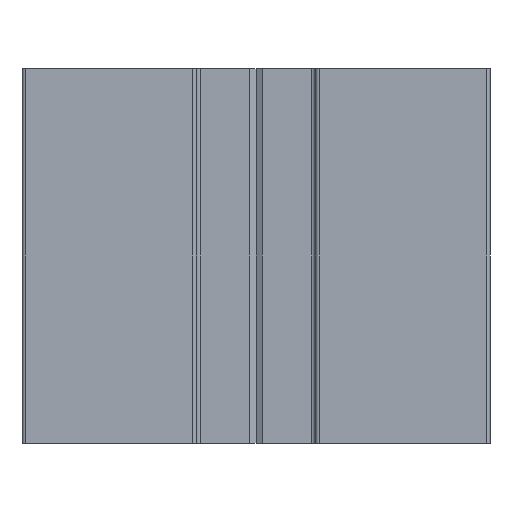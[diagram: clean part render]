
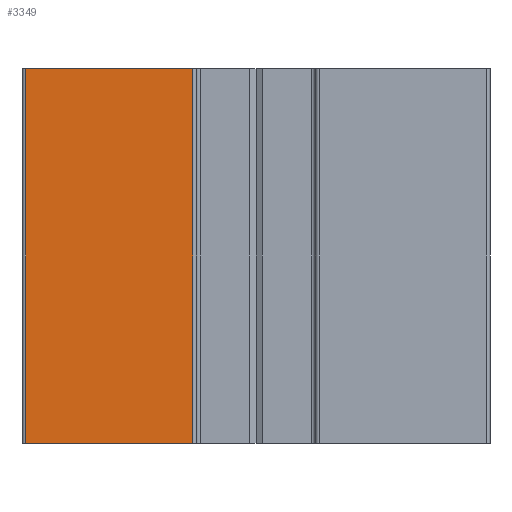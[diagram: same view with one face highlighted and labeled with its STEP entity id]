
A CAD part, left-side view. The second image highlights one B-rep face of the part: STEP entity #3349.
In plain terms, the highlighted planar face has unit normal (-1, 0, 0).
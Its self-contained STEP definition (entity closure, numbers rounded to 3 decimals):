
#59 = CARTESIAN_POINT ( 'NONE',  ( -11.711, 15.7, 30. ) ) ;
#139 = ORIENTED_EDGE ( 'NONE', *, *, #3889, .F. ) ;
#162 = ORIENTED_EDGE ( 'NONE', *, *, #3292, .T. ) ;
#446 = CARTESIAN_POINT ( 'NONE',  ( -11.711, 15.7, 0. ) ) ;
#545 = FACE_OUTER_BOUND ( 'NONE', #1791, .T. ) ;
#565 = VECTOR ( 'NONE', #3666, 1000. ) ;
#633 = CARTESIAN_POINT ( 'NONE',  ( -11.711, 2.3, 0. ) ) ;
#642 = CARTESIAN_POINT ( 'NONE',  ( -11.711, 15.7, 30. ) ) ;
#944 = VERTEX_POINT ( 'NONE', #3962 ) ;
#998 = DIRECTION ( 'NONE',  ( 1., 0., 0. ) ) ;
#1156 = CARTESIAN_POINT ( 'NONE',  ( -11.711, 15.7, 30. ) ) ;
#1414 = DIRECTION ( 'NONE',  ( 0., -1., 0. ) ) ;
#1587 = DIRECTION ( 'NONE',  ( 0., 0., -1. ) ) ;
#1622 = VECTOR ( 'NONE', #1587, 1000. ) ;
#1704 = PLANE ( 'NONE',  #3955 ) ;
#1735 = VERTEX_POINT ( 'NONE', #633 ) ;
#1791 = EDGE_LOOP ( 'NONE', ( #4763, #4633, #139, #162 ) ) ;
#2153 = CARTESIAN_POINT ( 'NONE',  ( -11.711, 2.3, 30. ) ) ;
#2230 = LINE ( 'NONE', #2307, #4111 ) ;
#2307 = CARTESIAN_POINT ( 'NONE',  ( -11.711, 15.7, 0. ) ) ;
#2515 = DIRECTION ( 'NONE',  ( 0., 1., 0. ) ) ;
#2601 = CARTESIAN_POINT ( 'NONE',  ( -11.711, 15.7, 30. ) ) ;
#2763 = VECTOR ( 'NONE', #1414, 1000. ) ;
#3292 = EDGE_CURVE ( 'NONE', #3608, #4511, #3530, .T. ) ;
#3349 = ADVANCED_FACE ( 'NONE', ( #545 ), #1704, .F. ) ;
#3530 = LINE ( 'NONE', #59, #1622 ) ;
#3608 = VERTEX_POINT ( 'NONE', #1156 ) ;
#3619 = LINE ( 'NONE', #2601, #2763 ) ;
#3666 = DIRECTION ( 'NONE',  ( 0., 0., -1. ) ) ;
#3889 = EDGE_CURVE ( 'NONE', #3608, #944, #3619, .T. ) ;
#3955 = AXIS2_PLACEMENT_3D ( 'NONE', #642, #998, #2515 ) ;
#3962 = CARTESIAN_POINT ( 'NONE',  ( -11.711, 2.3, 30. ) ) ;
#4111 = VECTOR ( 'NONE', #4272, 1000. ) ;
#4122 = LINE ( 'NONE', #2153, #565 ) ;
#4272 = DIRECTION ( 'NONE',  ( 0., -1., 0. ) ) ;
#4511 = VERTEX_POINT ( 'NONE', #446 ) ;
#4633 = ORIENTED_EDGE ( 'NONE', *, *, #4804, .F. ) ;
#4763 = ORIENTED_EDGE ( 'NONE', *, *, #4873, .T. ) ;
#4804 = EDGE_CURVE ( 'NONE', #944, #1735, #4122, .T. ) ;
#4873 = EDGE_CURVE ( 'NONE', #4511, #1735, #2230, .T. ) ;
